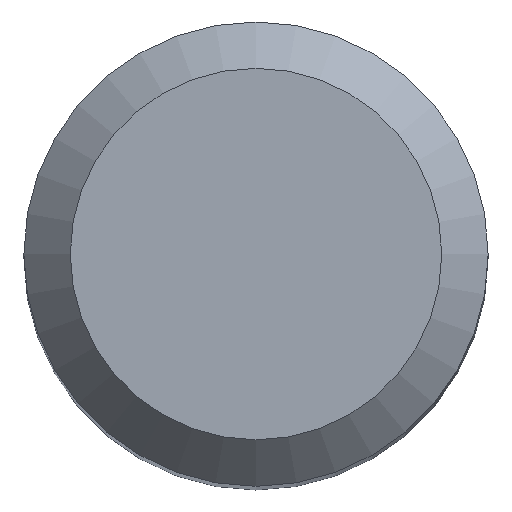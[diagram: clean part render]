
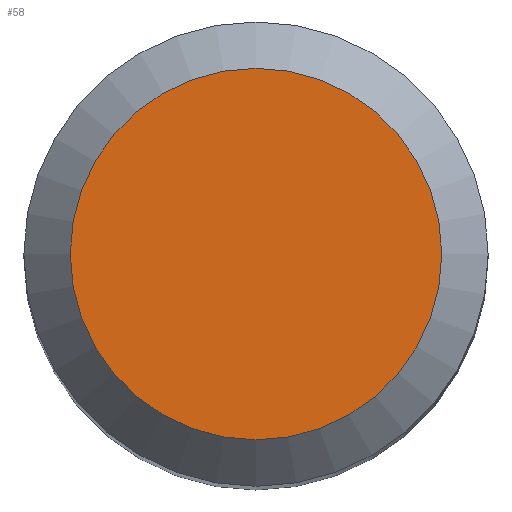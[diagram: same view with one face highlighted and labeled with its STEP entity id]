
A CAD part, top view. The second image highlights one B-rep face of the part: STEP entity #58.
In plain terms, the highlighted planar face has unit normal (0, 0, 1).
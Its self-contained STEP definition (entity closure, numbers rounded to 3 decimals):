
#44 = DIRECTION ( 'NONE',  ( -1., 0., 0. ) ) ;
#58 = ADVANCED_FACE ( 'NONE', ( #157 ), #113, .F. ) ;
#62 = AXIS2_PLACEMENT_3D ( 'NONE', #80, #108, #44 ) ;
#80 = CARTESIAN_POINT ( 'NONE',  ( 0., 0., 0. ) ) ;
#106 = AXIS2_PLACEMENT_3D ( 'NONE', #147, #134, #121 ) ;
#107 = ORIENTED_EDGE ( 'NONE', *, *, #174, .F. ) ;
#108 = DIRECTION ( 'NONE',  ( 0., 0., -1. ) ) ;
#110 = CIRCLE ( 'NONE', #62, 6.4 ) ;
#113 = PLANE ( 'NONE',  #106 ) ;
#121 = DIRECTION ( 'NONE',  ( -1., 0., 0. ) ) ;
#132 = VERTEX_POINT ( 'NONE', #135 ) ;
#134 = DIRECTION ( 'NONE',  ( 0., 0., -1. ) ) ;
#135 = CARTESIAN_POINT ( 'NONE',  ( -6.4, 0., 0. ) ) ;
#147 = CARTESIAN_POINT ( 'NONE',  ( 0., 0., 0. ) ) ;
#157 = FACE_OUTER_BOUND ( 'NONE', #169, .T. ) ;
#169 = EDGE_LOOP ( 'NONE', ( #107 ) ) ;
#174 = EDGE_CURVE ( 'NONE', #132, #132, #110, .T. ) ;
